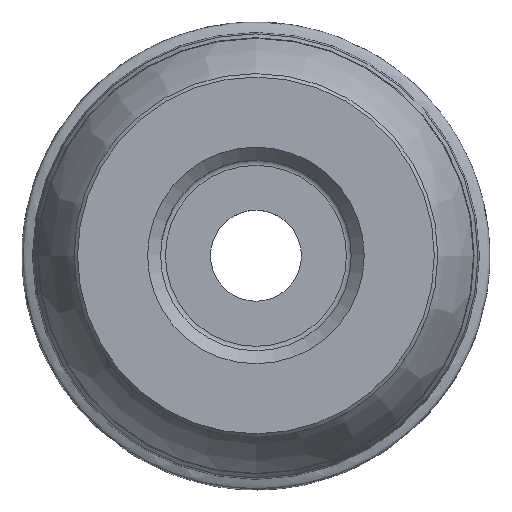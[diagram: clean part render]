
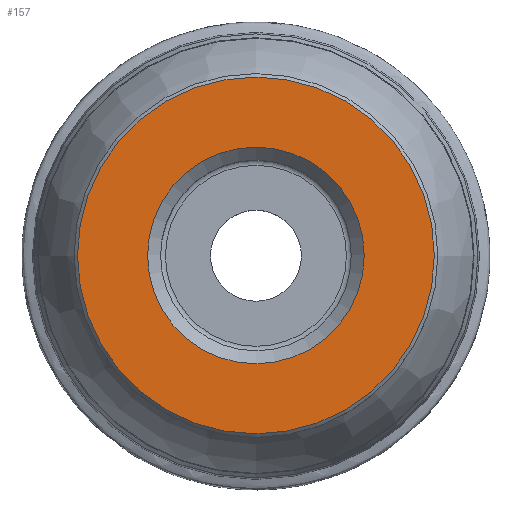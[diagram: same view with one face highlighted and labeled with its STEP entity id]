
A CAD part, top view. The second image highlights one B-rep face of the part: STEP entity #157.
In plain terms, the highlighted planar face has unit normal (0, 0, 1).
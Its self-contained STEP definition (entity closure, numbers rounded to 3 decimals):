
#119=PLANE('',#671);
#157=ADVANCED_FACE('CU_BACK_F001',(#226,#227),#119,.F.);
#226=FACE_BOUND('',#303,.T.);
#227=FACE_BOUND('',#304,.T.);
#303=EDGE_LOOP('',(#379));
#304=EDGE_LOOP('',(#380));
#379=ORIENTED_EDGE('',*,*,#471,.T.);
#380=ORIENTED_EDGE('',*,*,#474,.T.);
#432=VERTEX_POINT('',#991);
#435=VERTEX_POINT('',#999);
#471=EDGE_CURVE('',#432,#432,#509,.T.);
#474=EDGE_CURVE('',#435,#435,#512,.T.);
#509=CIRCLE('',#665,20.6);
#512=CIRCLE('',#670,12.505);
#665=AXIS2_PLACEMENT_3D('',#990,#808,#809);
#670=AXIS2_PLACEMENT_3D('',#998,#818,#819);
#671=AXIS2_PLACEMENT_3D('',#1000,#820,#821);
#808=DIRECTION('',(0.,0.,1.));
#809=DIRECTION('',(-1.,0.,0.));
#818=DIRECTION('',(0.,0.,-1.));
#819=DIRECTION('',(1.,0.,0.));
#820=DIRECTION('',(0.,0.,-1.));
#821=DIRECTION('',(-1.,0.,0.));
#990=CARTESIAN_POINT('',(0.,0.,0.));
#991=CARTESIAN_POINT('',(-20.6,0.,0.));
#998=CARTESIAN_POINT('',(0.,0.,0.));
#999=CARTESIAN_POINT('',(12.505,0.,0.));
#1000=CARTESIAN_POINT('',(-22.,0.,0.));
